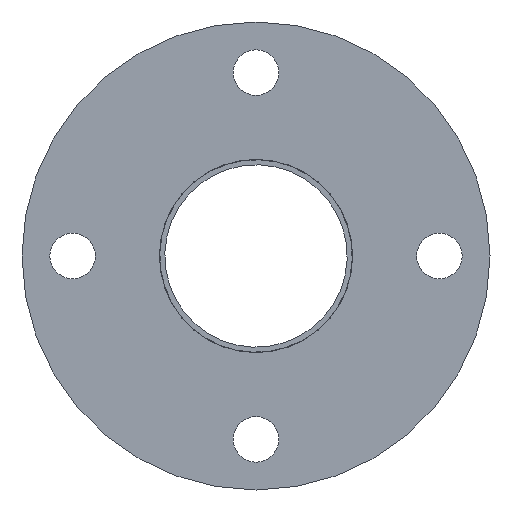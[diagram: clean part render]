
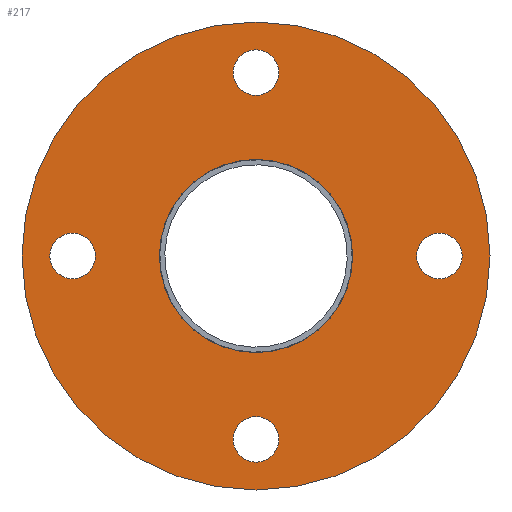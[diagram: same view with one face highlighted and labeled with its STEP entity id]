
A CAD part, left-side view. The second image highlights one B-rep face of the part: STEP entity #217.
In plain terms, the highlighted planar face has unit normal (-1, 0, 0).
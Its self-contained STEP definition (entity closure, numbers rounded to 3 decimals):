
#23=PLANE($,#248);
#35=FACE_BOUND($,#77,.T.);
#36=FACE_BOUND($,#78,.T.);
#37=FACE_BOUND($,#79,.T.);
#38=FACE_BOUND($,#80,.T.);
#39=FACE_BOUND($,#81,.T.);
#40=FACE_BOUND($,#82,.T.);
#77=EDGE_LOOP($,(#167));
#78=EDGE_LOOP($,(#168));
#79=EDGE_LOOP($,(#169));
#80=EDGE_LOOP($,(#170));
#81=EDGE_LOOP($,(#171));
#82=EDGE_LOOP($,(#172));
#99=CIRCLE($,#230,38.2);
#102=CIRCLE($,#235,9.);
#104=CIRCLE($,#238,9.);
#106=CIRCLE($,#241,9.);
#108=CIRCLE($,#244,9.);
#111=CIRCLE($,#249,92.5);
#117=VERTEX_POINT($,#341);
#120=VERTEX_POINT($,#349);
#122=VERTEX_POINT($,#354);
#124=VERTEX_POINT($,#359);
#126=VERTEX_POINT($,#364);
#129=VERTEX_POINT($,#372);
#135=EDGE_CURVE($,#117,#117,#99,.T.);
#138=EDGE_CURVE($,#120,#120,#102,.T.);
#140=EDGE_CURVE($,#122,#122,#104,.T.);
#142=EDGE_CURVE($,#124,#124,#106,.T.);
#144=EDGE_CURVE($,#126,#126,#108,.T.);
#147=EDGE_CURVE($,#129,#129,#111,.T.);
#167=ORIENTED_EDGE($,*,*,#135,.T.);
#168=ORIENTED_EDGE($,*,*,#138,.T.);
#169=ORIENTED_EDGE($,*,*,#140,.T.);
#170=ORIENTED_EDGE($,*,*,#142,.T.);
#171=ORIENTED_EDGE($,*,*,#144,.T.);
#172=ORIENTED_EDGE($,*,*,#147,.F.);
#217=ADVANCED_FACE($,(#35,#36,#37,#38,#39,#40),#23,.T.);
#230=AXIS2_PLACEMENT_3D($,#342,#269,#270);
#235=AXIS2_PLACEMENT_3D($,#350,#279,#280);
#238=AXIS2_PLACEMENT_3D($,#355,#285,#286);
#241=AXIS2_PLACEMENT_3D($,#360,#291,#292);
#244=AXIS2_PLACEMENT_3D($,#365,#297,#298);
#248=AXIS2_PLACEMENT_3D($,#371,#305,#306);
#249=AXIS2_PLACEMENT_3D($,#373,#307,#308);
#269=DIRECTION('center_axis',(1.,0.,0.));
#270=DIRECTION('ref_axis',(0.,-1.,0.));
#279=DIRECTION('center_axis',(1.,0.,0.));
#280=DIRECTION('ref_axis',(0.,1.,0.));
#285=DIRECTION('center_axis',(1.,0.,0.));
#286=DIRECTION('ref_axis',(0.,0.,-1.));
#291=DIRECTION('center_axis',(1.,0.,0.));
#292=DIRECTION('ref_axis',(0.,-1.,0.));
#297=DIRECTION('center_axis',(1.,0.,0.));
#298=DIRECTION('ref_axis',(0.,0.,1.));
#305=DIRECTION('center_axis',(-1.,0.,0.));
#306=DIRECTION('ref_axis',(0.,0.,1.));
#307=DIRECTION('center_axis',(1.,0.,0.));
#308=DIRECTION('ref_axis',(0.,1.,0.));
#341=CARTESIAN_POINT('',(0.,-38.2,0.));
#342=CARTESIAN_POINT('Origin',(0.,0.,
0.));
#349=CARTESIAN_POINT('',(0.,-9.,-72.5));
#350=CARTESIAN_POINT('Origin',(0.,0.,
-72.5));
#354=CARTESIAN_POINT('',(0.,-72.5,9.));
#355=CARTESIAN_POINT('Origin',(0.,-72.5,0.));
#359=CARTESIAN_POINT('',(0.,9.,72.5));
#360=CARTESIAN_POINT('Origin',(0.,0.,
72.5));
#364=CARTESIAN_POINT('',(0.,72.5,-9.));
#365=CARTESIAN_POINT('Origin',(0.,72.5,0.));
#371=CARTESIAN_POINT('Origin',(0.,46.25,0.));
#372=CARTESIAN_POINT('',(0.,92.5,0.));
#373=CARTESIAN_POINT('Origin',(0.,0.,
0.));
